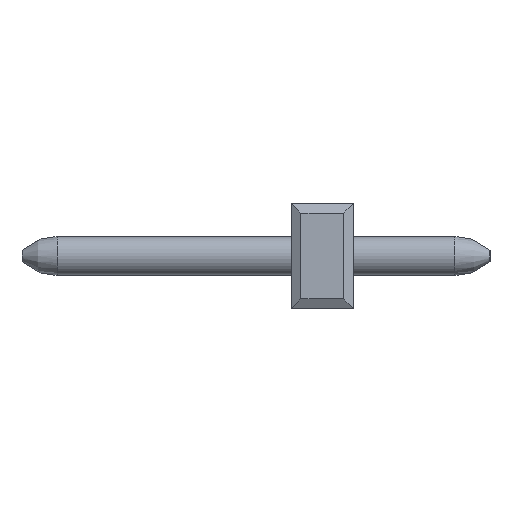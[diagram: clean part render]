
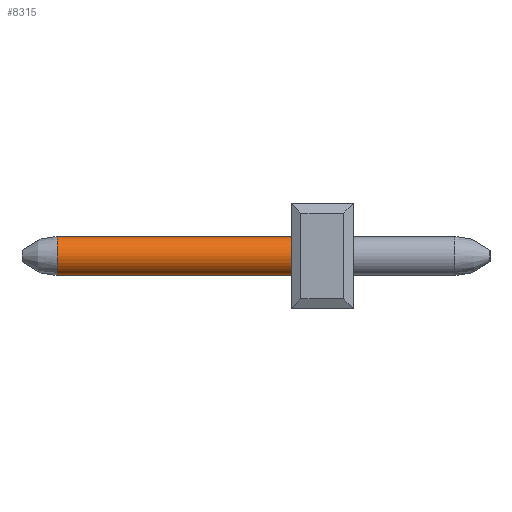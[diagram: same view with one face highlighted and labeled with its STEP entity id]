
A CAD part, left-side view. The second image highlights one B-rep face of the part: STEP entity #8315.
In plain terms, the highlighted cylindrical face has radius 0.5 mm (diameter 1 mm), a full revolution.
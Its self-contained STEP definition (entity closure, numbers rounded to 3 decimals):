
#8273=CARTESIAN_POINT('',(0.5,6.8,0.0));
#8274=VERTEX_POINT('',#8273);
#8275=CARTESIAN_POINT('',(0.,6.8,0.0));
#8276=DIRECTION('',(0.0,-1.0,0.0));
#8277=DIRECTION('',(-1.0,0.0,0.0));
#8278=AXIS2_PLACEMENT_3D('',#8275,#8276,#8277);
#8279=CIRCLE('',#8278,0.5);
#8280=EDGE_CURVE('',#8274,#8274,#8279,.T.);
#8296=CARTESIAN_POINT('',(0.,-0.8,0.0));
#8297=DIRECTION('',(0.,-1.0,0.0));
#8298=DIRECTION('',(-1.0,0.0,0.0));
#8299=AXIS2_PLACEMENT_3D('',#8296,#8297,#8298);
#8300=CYLINDRICAL_SURFACE('',#8299,0.5);
#8301=ORIENTED_EDGE('',*,*,#8280,.T.);
#8302=EDGE_LOOP('',(#8301));
#8303=FACE_OUTER_BOUND('',#8302,.T.);
#8304=CARTESIAN_POINT('',(0.5,0.65,0.0));
#8305=VERTEX_POINT('',#8304);
#8306=CARTESIAN_POINT('',(0.0,0.65,0.0));
#8307=DIRECTION('',(0.0,-1.0,0.0));
#8308=DIRECTION('',(1.0,0.0,0.0));
#8309=AXIS2_PLACEMENT_3D('',#8306,#8307,#8308);
#8310=CIRCLE('',#8309,0.5);
#8311=EDGE_CURVE('',#8305,#8305,#8310,.T.);
#8312=ORIENTED_EDGE('',*,*,#8311,.F.);
#8313=EDGE_LOOP('',(#8312));
#8314=FACE_BOUND('',#8313,.T.);
#8315=ADVANCED_FACE('',(#8303,#8314),#8300,.T.);
